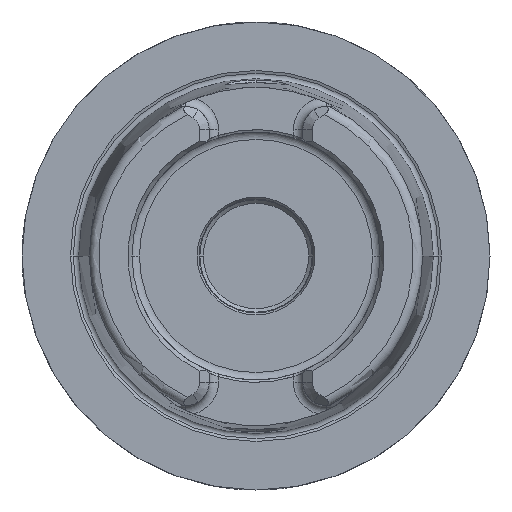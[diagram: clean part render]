
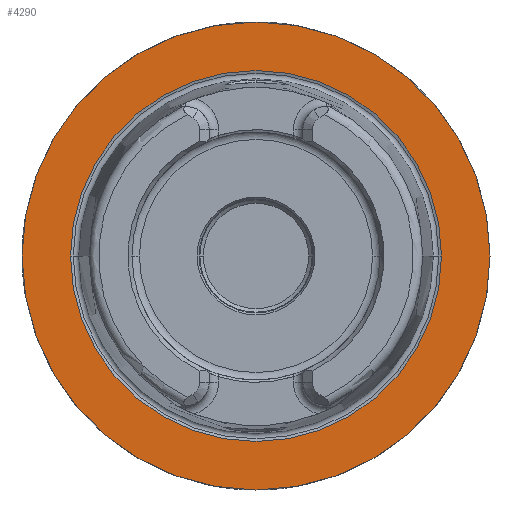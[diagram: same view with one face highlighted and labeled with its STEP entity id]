
A CAD part, left-side view. The second image highlights one B-rep face of the part: STEP entity #4290.
In plain terms, the highlighted planar face has unit normal (-1, 0, 0).
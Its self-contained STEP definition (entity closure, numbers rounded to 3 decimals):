
#905=CARTESIAN_POINT('',(0.,0.,0.));
#906=DIRECTION('',(1.,0.,0.));
#907=DIRECTION('',(0.,1.,0.));
#908=AXIS2_PLACEMENT_3D('',#905,#906,#907);
#910=CARTESIAN_POINT('',(0.,0.,0.));
#911=DIRECTION('',(-1.,0.,0.));
#912=DIRECTION('',(0.,1.,0.));
#913=AXIS2_PLACEMENT_3D('',#910,#911,#912);
#915=CARTESIAN_POINT('',(0.,0.,0.));
#916=DIRECTION('',(-1.,0.,0.));
#917=DIRECTION('',(0.,-1.,0.));
#918=AXIS2_PLACEMENT_3D('',#915,#916,#917);
#920=CARTESIAN_POINT('',(0.,0.,0.));
#921=DIRECTION('',(-1.,0.,0.));
#922=DIRECTION('',(0.,1.,0.));
#923=AXIS2_PLACEMENT_3D('',#920,#921,#922);
#2845=CARTESIAN_POINT('',(0.,50.,0.));
#2846=CARTESIAN_POINT('',(0.,-50.,0.));
#2847=VERTEX_POINT('',#2845);
#2848=VERTEX_POINT('',#2846);
#2873=CARTESIAN_POINT('',(0.,-39.632,0.));
#2874=VERTEX_POINT('',#2873);
#2875=CARTESIAN_POINT('',(0.,39.632,0.));
#2876=VERTEX_POINT('',#2875);
#4275=CARTESIAN_POINT('',(0.,0.,0.));
#4276=DIRECTION('',(1.,0.,0.));
#4277=DIRECTION('',(0.,-1.,0.));
#4278=AXIS2_PLACEMENT_3D('',#4275,#4276,#4277);
#4279=PLANE('',#4278);
#4281=ORIENTED_EDGE('',*,*,#4280,.T.);
#4283=ORIENTED_EDGE('',*,*,#4282,.F.);
#4284=EDGE_LOOP('',(#4281,#4283));
#4285=FACE_OUTER_BOUND('',#4284,.F.);
#4286=ORIENTED_EDGE('',*,*,#4270,.T.);
#4287=ORIENTED_EDGE('',*,*,#4254,.T.);
#4288=EDGE_LOOP('',(#4286,#4287));
#4289=FACE_BOUND('',#4288,.F.);
#4290=ADVANCED_FACE('',(#4285,#4289),#4279,.F.);
#909=CIRCLE('',#908,50.);
#914=CIRCLE('',#913,50.);
#919=CIRCLE('',#918,39.632);
#924=CIRCLE('',#923,39.632);
#4254=EDGE_CURVE('',#2876,#2874,#924,.T.);
#4270=EDGE_CURVE('',#2874,#2876,#919,.T.);
#4280=EDGE_CURVE('',#2847,#2848,#909,.T.);
#4282=EDGE_CURVE('',#2847,#2848,#914,.T.);
